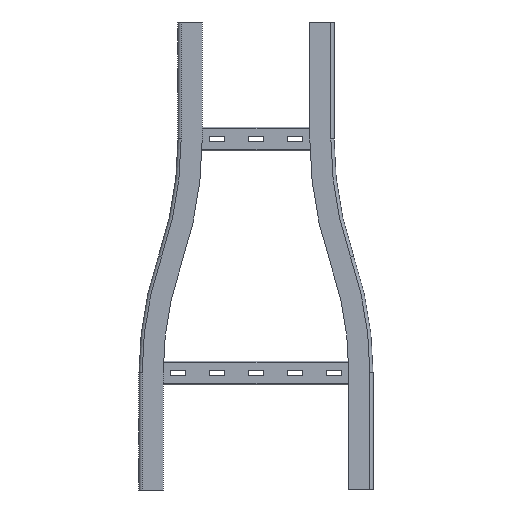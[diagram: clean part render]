
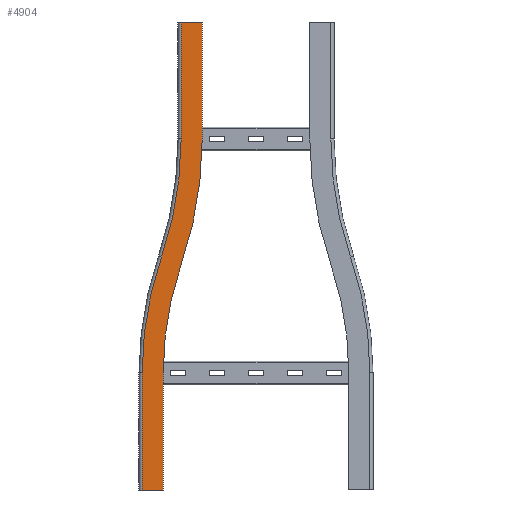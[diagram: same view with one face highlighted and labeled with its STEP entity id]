
A CAD part, front view. The second image highlights one B-rep face of the part: STEP entity #4904.
In plain terms, the highlighted planar face has unit normal (0, -1, 0).
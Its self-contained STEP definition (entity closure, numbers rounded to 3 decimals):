
#146=CIRCLE('',#5275,458.5);
#147=CIRCLE('',#5277,431.5);
#168=CIRCLE('',#5308,466.5);
#169=CIRCLE('',#5310,493.5);
#412=FACE_OUTER_BOUND('',#710,.T.);
#710=EDGE_LOOP('',(#3597,#3598,#3599,#3600,#3601,#3602,#3603,#3604,#3605,
#3606));
#1044=LINE('',#7321,#1598);
#1046=LINE('',#7327,#1600);
#1059=LINE('',#7440,#1613);
#1113=LINE('',#7554,#1667);
#1114=LINE('',#7556,#1668);
#1115=LINE('',#7557,#1669);
#1598=VECTOR('',#5837,10.);
#1600=VECTOR('',#5841,10.);
#1613=VECTOR('',#5988,10.);
#1667=VECTOR('',#6102,10.);
#1668=VECTOR('',#6103,10.);
#1669=VECTOR('',#6104,10.);
#2133=VERTEX_POINT('',#7317);
#2134=VERTEX_POINT('',#7319);
#2136=VERTEX_POINT('',#7324);
#2137=VERTEX_POINT('',#7326);
#2152=VERTEX_POINT('',#7376);
#2154=VERTEX_POINT('',#7381);
#2168=VERTEX_POINT('',#7430);
#2170=VERTEX_POINT('',#7435);
#2200=VERTEX_POINT('',#7550);
#2201=VERTEX_POINT('',#7555);
#2596=EDGE_CURVE('',#2133,#2134,#1044,.T.);
#2598=EDGE_CURVE('',#2136,#2137,#1046,.T.);
#2624=EDGE_CURVE('',#2152,#2133,#146,.T.);
#2626=EDGE_CURVE('',#2154,#2136,#147,.T.);
#2651=EDGE_CURVE('',#2168,#2152,#168,.T.);
#2653=EDGE_CURVE('',#2170,#2154,#169,.T.);
#2655=EDGE_CURVE('',#2137,#2134,#1059,.T.);
#2715=EDGE_CURVE('',#2168,#2200,#1113,.T.);
#2716=EDGE_CURVE('',#2201,#2170,#1114,.T.);
#2717=EDGE_CURVE('',#2200,#2201,#1115,.T.);
#3597=ORIENTED_EDGE('',*,*,#2715,.F.);
#3598=ORIENTED_EDGE('',*,*,#2651,.T.);
#3599=ORIENTED_EDGE('',*,*,#2624,.T.);
#3600=ORIENTED_EDGE('',*,*,#2596,.T.);
#3601=ORIENTED_EDGE('',*,*,#2655,.F.);
#3602=ORIENTED_EDGE('',*,*,#2598,.F.);
#3603=ORIENTED_EDGE('',*,*,#2626,.F.);
#3604=ORIENTED_EDGE('',*,*,#2653,.F.);
#3605=ORIENTED_EDGE('',*,*,#2716,.F.);
#3606=ORIENTED_EDGE('',*,*,#2717,.F.);
#4669=PLANE('',#5342);
#4904=ADVANCED_FACE('',(#412),#4669,.F.);
#5275=AXIS2_PLACEMENT_3D('',#7378,#5906,#5907);
#5277=AXIS2_PLACEMENT_3D('',#7383,#5911,#5912);
#5308=AXIS2_PLACEMENT_3D('',#7432,#5977,#5978);
#5310=AXIS2_PLACEMENT_3D('',#7437,#5982,#5983);
#5342=AXIS2_PLACEMENT_3D('',#7553,#6100,#6101);
#5837=DIRECTION('',(0.,0.,-1.));
#5841=DIRECTION('',(0.,0.,-1.));
#5906=DIRECTION('center_axis',(0.,-1.,0.));
#5907=DIRECTION('ref_axis',(-0.946,0.,0.324));
#5911=DIRECTION('center_axis',(0.,-1.,0.));
#5912=DIRECTION('ref_axis',(-0.946,0.,0.324));
#5977=DIRECTION('center_axis',(0.,1.,0.));
#5978=DIRECTION('ref_axis',(1.,0.,0.));
#5982=DIRECTION('center_axis',(0.,1.,0.));
#5983=DIRECTION('ref_axis',(1.,0.,0.));
#5988=DIRECTION('',(-1.,0.,0.));
#6100=DIRECTION('center_axis',(0.,1.,0.));
#6101=DIRECTION('ref_axis',(0.,0.,1.));
#6102=DIRECTION('',(0.,0.,1.));
#6103=DIRECTION('',(0.,0.,-1.));
#6104=DIRECTION('',(1.,0.,0.));
#7317=CARTESIAN_POINT('',(-77.,0.,-300.));
#7319=CARTESIAN_POINT('',(-77.,0.,-450.));
#7321=CARTESIAN_POINT('',(-77.,0.,-300.));
#7324=CARTESIAN_POINT('',(-50.,0.,-300.));
#7326=CARTESIAN_POINT('',(-50.,0.,-450.));
#7327=CARTESIAN_POINT('',(-50.,0.,-300.));
#7376=CARTESIAN_POINT('',(-52.216,0.,-151.297));
#7378=CARTESIAN_POINT('Origin',(381.5,0.,-300.));
#7381=CARTESIAN_POINT('',(-26.676,0.,-160.054));
#7383=CARTESIAN_POINT('Origin',(381.5,0.,
-300.));
#7430=CARTESIAN_POINT('',(-27.,0.,0.));
#7432=CARTESIAN_POINT('Origin',(-493.5,0.,
0.));
#7435=CARTESIAN_POINT('',(0.,0.,0.));
#7437=CARTESIAN_POINT('Origin',(-493.5,0.,
0.));
#7440=CARTESIAN_POINT('',(-50.,0.,-450.));
#7550=CARTESIAN_POINT('',(-27.,0.,150.));
#7553=CARTESIAN_POINT('Origin',(-70.786,0.,
75.));
#7554=CARTESIAN_POINT('',(-27.,0.,75.));
#7555=CARTESIAN_POINT('',(0.,0.,150.));
#7556=CARTESIAN_POINT('',(0.,0.,0.));
#7557=CARTESIAN_POINT('',(0.,0.,150.));
